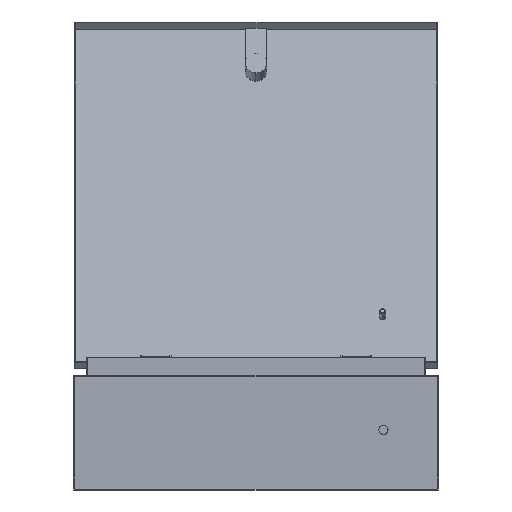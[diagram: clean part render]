
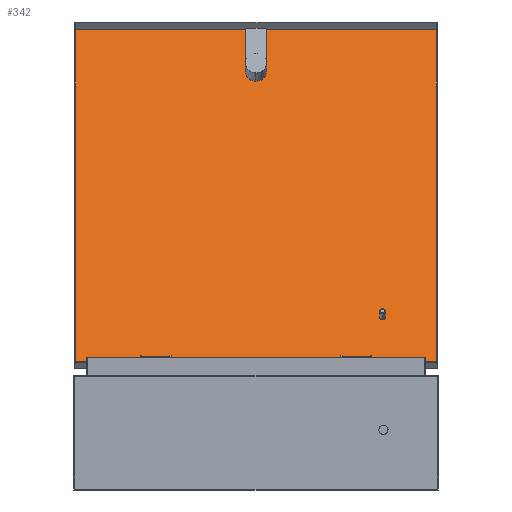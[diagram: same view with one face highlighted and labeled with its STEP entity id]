
A CAD part, left-side view. The second image highlights one B-rep face of the part: STEP entity #342.
In plain terms, the highlighted face is planar.
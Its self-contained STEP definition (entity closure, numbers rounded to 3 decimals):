
#31 = ORIENTED_EDGE ( 'NONE', *, *, #388, .F. ) ;
#60 = AXIS2_PLACEMENT_3D ( 'NONE', #6107, #3599, #1650 ) ;
#119 = EDGE_CURVE ( 'NONE', #5851, #3892, #5678, .T. ) ;
#196 = CARTESIAN_POINT ( 'NONE',  ( -197.5, 0., -1. ) ) ;
#209 = EDGE_CURVE ( 'NONE', #4034, #1772, #4308, .T. ) ;
#232 = VERTEX_POINT ( 'NONE', #4585 ) ;
#277 = CARTESIAN_POINT ( 'NONE',  ( -160.5, 0., -1. ) ) ;
#342 = ADVANCED_FACE ( 'NONE', ( #5763, #3290, #5922 ), #1788, .F. ) ;
#374 = ORIENTED_EDGE ( 'NONE', *, *, #119, .T. ) ;
#388 = EDGE_CURVE ( 'NONE', #1772, #6112, #4222, .T. ) ;
#648 = VECTOR ( 'NONE', #4643, 1000. ) ;
#719 = LINE ( 'NONE', #196, #648 ) ;
#762 = CARTESIAN_POINT ( 'NONE',  ( 0., 0., -1. ) ) ;
#789 = DIRECTION ( 'NONE',  ( -1., 0., 0. ) ) ;
#882 = DIRECTION ( 'NONE',  ( 1., 0., 0. ) ) ;
#1078 = EDGE_LOOP ( 'NONE', ( #4070, #4787 ) ) ;
#1124 = AXIS2_PLACEMENT_3D ( 'NONE', #5054, #3012, #3515 ) ;
#1147 = DIRECTION ( 'NONE',  ( 1., 0., 0. ) ) ;
#1259 = EDGE_LOOP ( 'NONE', ( #4235, #31, #4476, #4051 ) ) ;
#1413 = CARTESIAN_POINT ( 'NONE',  ( -197.5, 198., -1. ) ) ;
#1469 = AXIS2_PLACEMENT_3D ( 'NONE', #4844, #3373, #882 ) ;
#1650 = DIRECTION ( 'NONE',  ( 1., 0., 0. ) ) ;
#1772 = VERTEX_POINT ( 'NONE', #3746 ) ;
#1788 = PLANE ( 'NONE',  #2701 ) ;
#2118 = EDGE_LOOP ( 'NONE', ( #4439, #374 ) ) ;
#2167 = VECTOR ( 'NONE', #1147, 1000. ) ;
#2250 = CIRCLE ( 'NONE', #1124, 3. ) ;
#2502 = EDGE_CURVE ( 'NONE', #2880, #5355, #2250, .T. ) ;
#2507 = DIRECTION ( 'NONE',  ( 1., 0., 0. ) ) ;
#2532 = VECTOR ( 'NONE', #3623, 1000. ) ;
#2602 = EDGE_CURVE ( 'NONE', #232, #4034, #5727, .T. ) ;
#2609 = EDGE_CURVE ( 'NONE', #6112, #232, #719, .T. ) ;
#2701 = AXIS2_PLACEMENT_3D ( 'NONE', #762, #5689, #4191 ) ;
#2725 = CARTESIAN_POINT ( 'NONE',  ( -137.5, 0., -1. ) ) ;
#2832 = AXIS2_PLACEMENT_3D ( 'NONE', #3945, #4400, #2507 ) ;
#2880 = VERTEX_POINT ( 'NONE', #5823 ) ;
#3012 = DIRECTION ( 'NONE',  ( 0., 0., -1. ) ) ;
#3290 = FACE_OUTER_BOUND ( 'NONE', #1259, .T. ) ;
#3373 = DIRECTION ( 'NONE',  ( 0., 0., 1. ) ) ;
#3515 = DIRECTION ( 'NONE',  ( 1., 0., 0. ) ) ;
#3599 = DIRECTION ( 'NONE',  ( 0., 0., -1. ) ) ;
#3616 = CARTESIAN_POINT ( 'NONE',  ( 0., -198., -1. ) ) ;
#3623 = DIRECTION ( 'NONE',  ( 0., 1., 0. ) ) ;
#3746 = CARTESIAN_POINT ( 'NONE',  ( 197.5, 198., -1. ) ) ;
#3892 = VERTEX_POINT ( 'NONE', #2725 ) ;
#3945 = CARTESIAN_POINT ( 'NONE',  ( -149., 0., -1. ) ) ;
#3998 = VECTOR ( 'NONE', #789, 1000. ) ;
#4034 = VERTEX_POINT ( 'NONE', #5233 ) ;
#4051 = ORIENTED_EDGE ( 'NONE', *, *, #2602, .F. ) ;
#4070 = ORIENTED_EDGE ( 'NONE', *, *, #6315, .F. ) ;
#4191 = DIRECTION ( 'NONE',  ( 1., 0., 0. ) ) ;
#4222 = LINE ( 'NONE', #4232, #3998 ) ;
#4232 = CARTESIAN_POINT ( 'NONE',  ( 0., 198., -1. ) ) ;
#4235 = ORIENTED_EDGE ( 'NONE', *, *, #2609, .F. ) ;
#4308 = LINE ( 'NONE', #5536, #2532 ) ;
#4400 = DIRECTION ( 'NONE',  ( 0., 0., 1. ) ) ;
#4439 = ORIENTED_EDGE ( 'NONE', *, *, #4559, .T. ) ;
#4476 = ORIENTED_EDGE ( 'NONE', *, *, #209, .F. ) ;
#4559 = EDGE_CURVE ( 'NONE', #3892, #5851, #4796, .T. ) ;
#4585 = CARTESIAN_POINT ( 'NONE',  ( -197.5, -198., -1. ) ) ;
#4643 = DIRECTION ( 'NONE',  ( 0., -1., 0. ) ) ;
#4650 = CARTESIAN_POINT ( 'NONE',  ( 141.5, -139., -1. ) ) ;
#4787 = ORIENTED_EDGE ( 'NONE', *, *, #2502, .F. ) ;
#4796 = CIRCLE ( 'NONE', #1469, 11.5 ) ;
#4844 = CARTESIAN_POINT ( 'NONE',  ( -149., 0., -1. ) ) ;
#5054 = CARTESIAN_POINT ( 'NONE',  ( 138.5, -139., -1. ) ) ;
#5233 = CARTESIAN_POINT ( 'NONE',  ( 197.5, -198., -1. ) ) ;
#5355 = VERTEX_POINT ( 'NONE', #4650 ) ;
#5536 = CARTESIAN_POINT ( 'NONE',  ( 197.5, 0., -1. ) ) ;
#5678 = CIRCLE ( 'NONE', #2832, 11.5 ) ;
#5689 = DIRECTION ( 'NONE',  ( 0., 0., 1. ) ) ;
#5727 = LINE ( 'NONE', #3616, #2167 ) ;
#5763 = FACE_BOUND ( 'NONE', #2118, .T. ) ;
#5823 = CARTESIAN_POINT ( 'NONE',  ( 135.5, -139., -1. ) ) ;
#5851 = VERTEX_POINT ( 'NONE', #277 ) ;
#5922 = FACE_BOUND ( 'NONE', #1078, .T. ) ;
#6107 = CARTESIAN_POINT ( 'NONE',  ( 138.5, -139., -1. ) ) ;
#6112 = VERTEX_POINT ( 'NONE', #1413 ) ;
#6315 = EDGE_CURVE ( 'NONE', #5355, #2880, #6365, .T. ) ;
#6365 = CIRCLE ( 'NONE', #60, 3. ) ;
